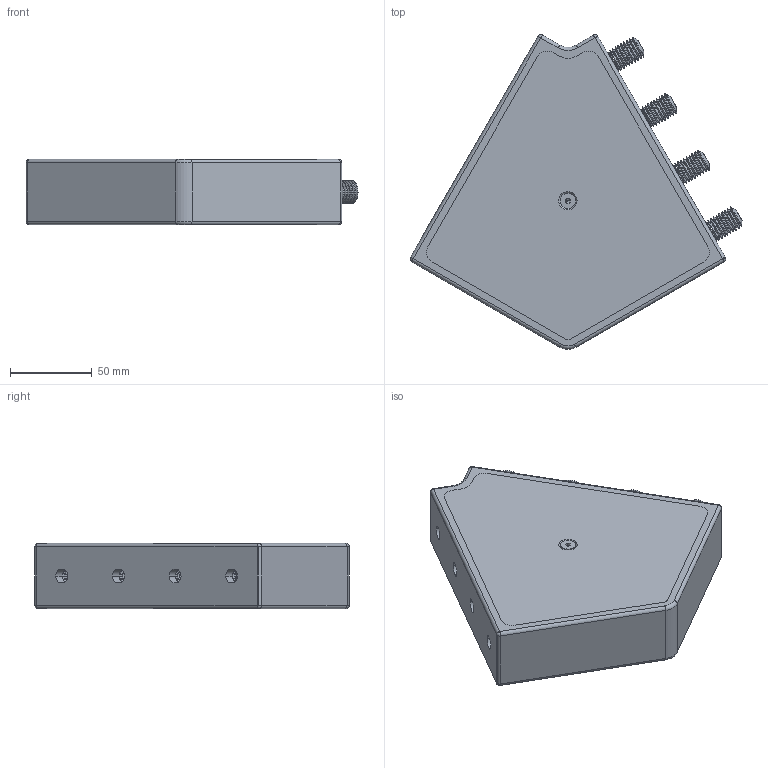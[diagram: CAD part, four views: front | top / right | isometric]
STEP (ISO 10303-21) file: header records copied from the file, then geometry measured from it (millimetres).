
FILE_DESCRIPTION (( 'STEP AP203' ), '1' );
FILE_NAME ('SPS.SJ40.60B.STEP', '2014-12-15T02:50:17', ( 'USER' ), ( 'Microsoft' ), 'SwSTEP 2.0', 'SolidWorks 2012', '' );
FILE_SCHEMA (( 'CONFIG_CONTROL_DESIGN' ));
Length unit declared in the file: millimetre
Products named in the file (1): SPS.SJ40.60B
Bounding box: 203.11 x 192.47 x 40 mm (x, y, z)
Surface area: 105109.2 mm2 (no closed solid volume)
Topology: 0 solids, 42 shells, 824 faces, 2631 edges, 1757 vertices
Faces by surface type: cone 251, torus 232, plane 155, cylinder 129, bspline 47, sphere 10
Entity records: 34635 total; most frequent: CARTESIAN_POINT 12224, DIRECTION 4781, ORIENTED_EDGE 4135, EDGE_CURVE 2621, AXIS2_PLACEMENT_3D 1825, VERTEX_POINT 1753, VECTOR 1131, LINE 1131
